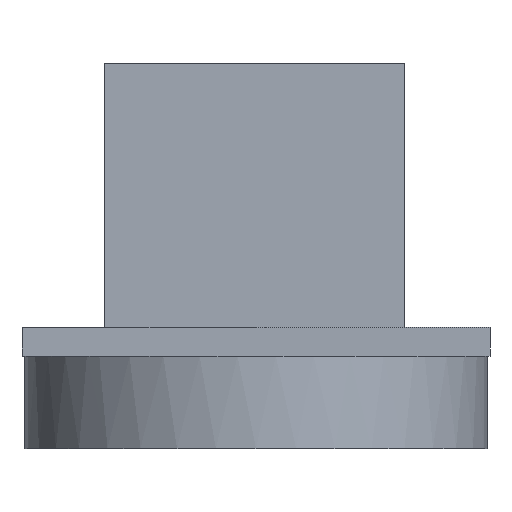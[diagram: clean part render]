
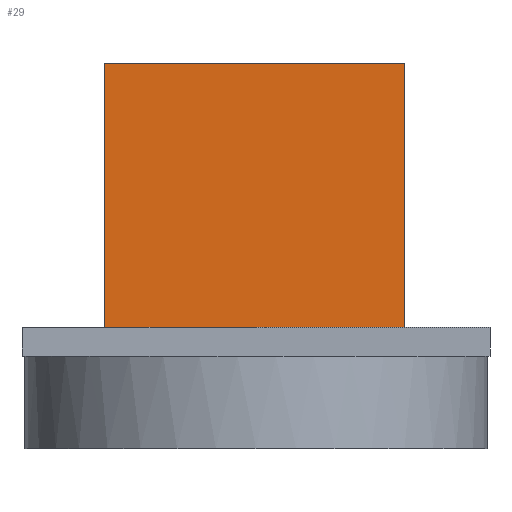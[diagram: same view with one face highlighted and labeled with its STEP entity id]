
A CAD part, front view. The second image highlights one B-rep face of the part: STEP entity #29.
In plain terms, the highlighted planar face has unit normal (0, -1, 0).
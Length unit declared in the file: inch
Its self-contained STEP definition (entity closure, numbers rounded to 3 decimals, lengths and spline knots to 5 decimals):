
#29 = ADVANCED_FACE ( 'NONE', ( #354 ), #1090, .T. ) ;
#66 = ORIENTED_EDGE ( 'NONE', *, *, #582, .F. ) ;
#104 = DIRECTION ( 'NONE',  ( 0., 0., -1. ) ) ;
#129 = EDGE_CURVE ( 'NONE', #989, #219, #397, .T. ) ;
#219 = VERTEX_POINT ( 'NONE', #1062 ) ;
#309 = ORIENTED_EDGE ( 'NONE', *, *, #326, .F. ) ;
#326 = EDGE_CURVE ( 'NONE', #520, #1074, #535, .T. ) ;
#354 = FACE_OUTER_BOUND ( 'NONE', #1004, .T. ) ;
#394 = DIRECTION ( 'NONE',  ( -1., 0., 0. ) ) ;
#397 = LINE ( 'NONE', #738, #412 ) ;
#412 = VECTOR ( 'NONE', #394, 39.37008 ) ;
#445 = CARTESIAN_POINT ( 'NONE',  ( 1.595, 0.32, 1.22 ) ) ;
#520 = VERTEX_POINT ( 'NONE', #532 ) ;
#532 = CARTESIAN_POINT ( 'NONE',  ( 1.595, 0.32, 0.12 ) ) ;
#535 = LINE ( 'NONE', #776, #954 ) ;
#542 = DIRECTION ( 'NONE',  ( 0., 0., -1. ) ) ;
#582 = EDGE_CURVE ( 'NONE', #989, #520, #675, .T. ) ;
#583 = ORIENTED_EDGE ( 'NONE', *, *, #129, .T. ) ;
#662 = VECTOR ( 'NONE', #542, 39.37008 ) ;
#675 = LINE ( 'NONE', #445, #903 ) ;
#678 = DIRECTION ( 'NONE',  ( 0., -1., 0. ) ) ;
#681 = CARTESIAN_POINT ( 'NONE',  ( 0., 0.32, 1.22 ) ) ;
#738 = CARTESIAN_POINT ( 'NONE',  ( 0., 0.32, 1.22 ) ) ;
#765 = DIRECTION ( 'NONE',  ( 0., 0., -1. ) ) ;
#768 = ORIENTED_EDGE ( 'NONE', *, *, #977, .T. ) ;
#776 = CARTESIAN_POINT ( 'NONE',  ( 0., 0.32, 0.12 ) ) ;
#791 = CARTESIAN_POINT ( 'NONE',  ( 1.595, 0.32, 1.22 ) ) ;
#868 = DIRECTION ( 'NONE',  ( -1., 0., 0. ) ) ;
#903 = VECTOR ( 'NONE', #104, 39.37008 ) ;
#954 = VECTOR ( 'NONE', #868, 39.37008 ) ;
#977 = EDGE_CURVE ( 'NONE', #219, #1074, #1099, .T. ) ;
#989 = VERTEX_POINT ( 'NONE', #791 ) ;
#1004 = EDGE_LOOP ( 'NONE', ( #309, #66, #583, #768 ) ) ;
#1037 = CARTESIAN_POINT ( 'NONE',  ( 0.345, 0.32, 1.22 ) ) ;
#1062 = CARTESIAN_POINT ( 'NONE',  ( 0.345, 0.32, 1.22 ) ) ;
#1074 = VERTEX_POINT ( 'NONE', #1105 ) ;
#1080 = AXIS2_PLACEMENT_3D ( 'NONE', #681, #678, #765 ) ;
#1090 = PLANE ( 'NONE',  #1080 ) ;
#1099 = LINE ( 'NONE', #1037, #662 ) ;
#1105 = CARTESIAN_POINT ( 'NONE',  ( 0.345, 0.32, 0.12 ) ) ;
